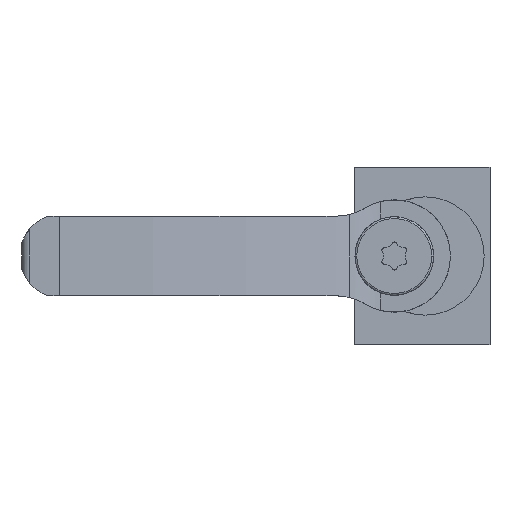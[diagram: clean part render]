
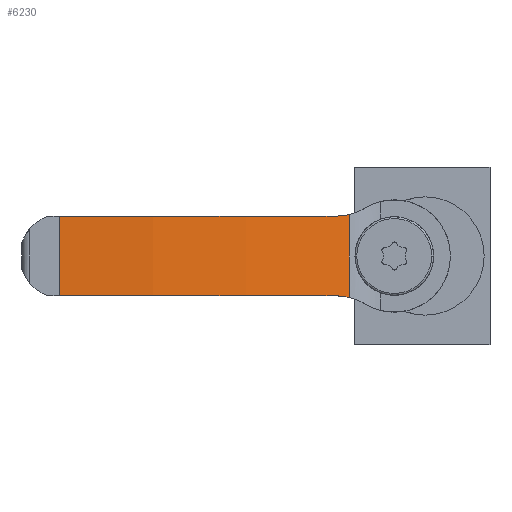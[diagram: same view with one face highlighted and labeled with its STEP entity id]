
A CAD part, left-side view. The second image highlights one B-rep face of the part: STEP entity #6230.
In plain terms, the highlighted cylindrical face has radius 129.305 mm (diameter 258.611 mm), a partial arc.
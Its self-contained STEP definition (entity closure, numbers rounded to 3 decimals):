
#1209=CARTESIAN_POINT('',(-29.165,23.79,-22.022));
#1210=CARTESIAN_POINT('',(-29.267,24.036,
-21.961));
#1211=CARTESIAN_POINT('',(-29.471,24.533,
-21.861));
#1212=CARTESIAN_POINT('',(-29.775,25.288,
-21.77));
#1213=CARTESIAN_POINT('',(-29.975,25.793,-21.75));
#1214=CARTESIAN_POINT('',(-30.074,26.046,-21.75));
#1245=CARTESIAN_POINT('',(90.305,73.255,-21.75));
#1246=DIRECTION('',(0.,0.,1.));
#1247=DIRECTION('',(-1.,-0.003,0.));
#1248=AXIS2_PLACEMENT_3D('',#1245,#1246,#1247);
#1269=CARTESIAN_POINT('',(90.305,73.255,-8.25));
#1270=DIRECTION('',(0.,0.,-1.));
#1271=DIRECTION('',(-0.931,-0.365,0.));
#1272=AXIS2_PLACEMENT_3D('',#1269,#1270,#1271);
#1306=CARTESIAN_POINT('',(-30.074,26.046,-8.25));
#1307=CARTESIAN_POINT('',(-29.975,25.793,-8.25));
#1308=CARTESIAN_POINT('',(-29.775,25.288,
-8.23));
#1309=CARTESIAN_POINT('',(-29.471,24.533,
-8.139));
#1310=CARTESIAN_POINT('',(-29.267,24.036,
-8.039));
#1311=CARTESIAN_POINT('',(-29.165,23.79,-7.978));
#1317=DIRECTION('',(0.,0.,1.));
#1318=VECTOR('',#1317,13.5);
#1319=CARTESIAN_POINT('',(-39.,72.9,-21.75));
#1320=LINE('',#1319,#1318);
#1321=DIRECTION('',(0.,0.,-1.));
#1322=VECTOR('',#1321,14.043);
#1323=CARTESIAN_POINT('',(-29.165,23.79,-7.978));
#1324=LINE('',#1323,#1322);
#3652=CARTESIAN_POINT('',(-30.074,26.046,-8.25));
#3653=VERTEX_POINT('',#3652);
#3654=VERTEX_POINT('',#1311);
#3665=CARTESIAN_POINT('',(-29.165,23.79,-22.022));
#3666=VERTEX_POINT('',#3665);
#3667=VERTEX_POINT('',#1214);
#3672=CARTESIAN_POINT('',(-39.,72.9,-21.75));
#3673=VERTEX_POINT('',#3672);
#3710=CARTESIAN_POINT('',(-39.,72.9,-8.25));
#3711=VERTEX_POINT('',#3710);
#6216=CARTESIAN_POINT('',(90.305,73.255,-22.303));
#6217=DIRECTION('',(0.,0.,1.));
#6218=DIRECTION('',(0.,1.,0.));
#6219=AXIS2_PLACEMENT_3D('',#6216,#6217,#6218);
#6220=CYLINDRICAL_SURFACE('',#6219,129.305);
#6221=ORIENTED_EDGE('',*,*,#6109,.T.);
#6222=ORIENTED_EDGE('',*,*,#6139,.F.);
#6224=ORIENTED_EDGE('',*,*,#6223,.T.);
#6225=ORIENTED_EDGE('',*,*,#6182,.F.);
#6226=ORIENTED_EDGE('',*,*,#6210,.T.);
#6227=ORIENTED_EDGE('',*,*,#6087,.T.);
#6228=EDGE_LOOP('',(#6221,#6222,#6224,#6225,#6226,#6227));
#6229=FACE_OUTER_BOUND('',#6228,.F.);
#6230=ADVANCED_FACE('',(#6229),#6220,.T.);
#1215=B_SPLINE_CURVE_WITH_KNOTS('',3,(#1209,#1210,#1211,#1212,#1213,#1214),
.UNSPECIFIED.,.F.,.F.,(4,1,1,4),(0.,0.333,0.667,1.),
.UNSPECIFIED.);
#1249=CIRCLE('',#1248,129.305);
#1273=CIRCLE('',#1272,129.305);
#1312=B_SPLINE_CURVE_WITH_KNOTS('',3,(#1306,#1307,#1308,#1309,#1310,#1311),
.UNSPECIFIED.,.F.,.F.,(4,1,1,4),(0.,0.333,0.667,1.),
.UNSPECIFIED.);
#6087=EDGE_CURVE('',#3654,#3666,#1324,.T.);
#6109=EDGE_CURVE('',#3666,#3667,#1215,.T.);
#6139=EDGE_CURVE('',#3673,#3667,#1249,.T.);
#6182=EDGE_CURVE('',#3653,#3711,#1273,.T.);
#6210=EDGE_CURVE('',#3653,#3654,#1312,.T.);
#6223=EDGE_CURVE('',#3673,#3711,#1320,.T.);
